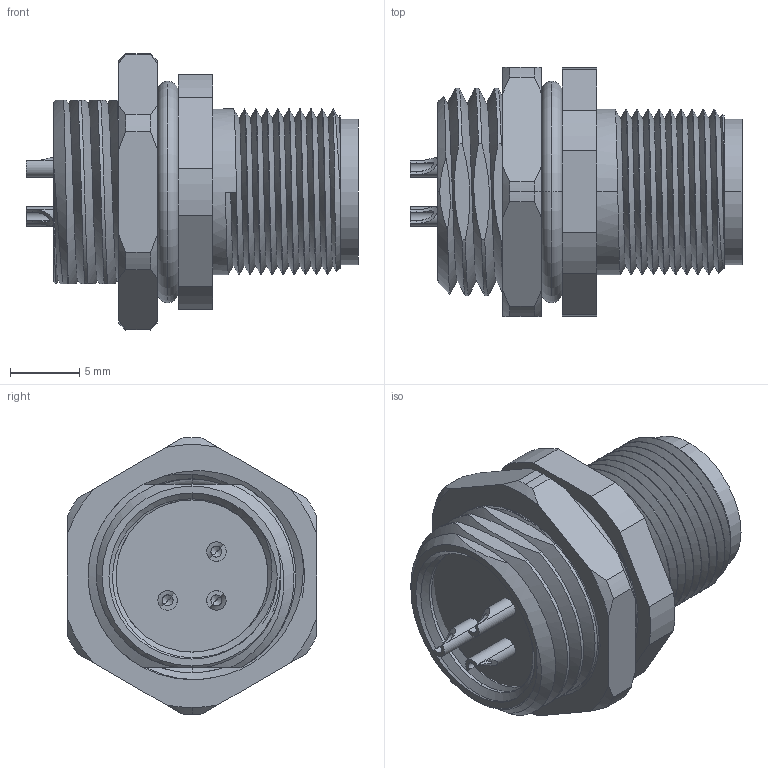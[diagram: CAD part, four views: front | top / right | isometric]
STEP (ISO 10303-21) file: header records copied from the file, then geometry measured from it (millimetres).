
FILE_DESCRIPTION (( 'STEP AP203' ), '1' );
FILE_NAME ('54-00187.STEP', '2020-10-15T16:58:32', ( '' ), ( '' ), 'SwSTEP 2.0', 'SolidWorks 2015', '' );
FILE_SCHEMA (( 'CONFIG_CONTROL_DESIGN' ));
Length unit declared in the file: millimetre
Products named in the file (6): 54-00187-04___; 54-00187-05___; 54-00187-02; 54-00187; 54-00187-03___; 54-00187-01___
Assembly tree (7 placements, depth 2):
  54-00187
    54-00187-01___
    54-00187-02
    54-00187-03___  x3
    54-00187-04___
    54-00187-05___
Bounding box: 24 x 18 x 20 mm (x, y, z)
Volume: 2720.5 mm3; surface area: 4996.8 mm2
Topology: 7 solids, 7 shells, 307 faces, 761 edges, 485 vertices
Faces by surface type: cylinder 135, plane 84, cone 49, torus 22, bspline 11, sphere 6
Entity records: 12060 total; most frequent: CARTESIAN_POINT 5865, ORIENTED_EDGE 1230, DIRECTION 1093, EDGE_CURVE 615, AXIS2_PLACEMENT_3D 432, VERTEX_POINT 401, EDGE_LOOP 266, ADVANCED_FACE 239
